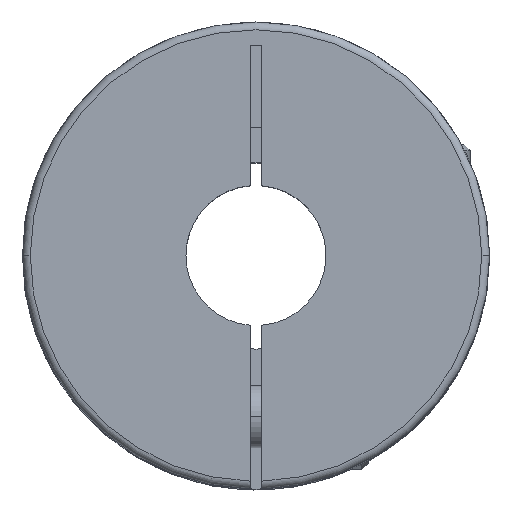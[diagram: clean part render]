
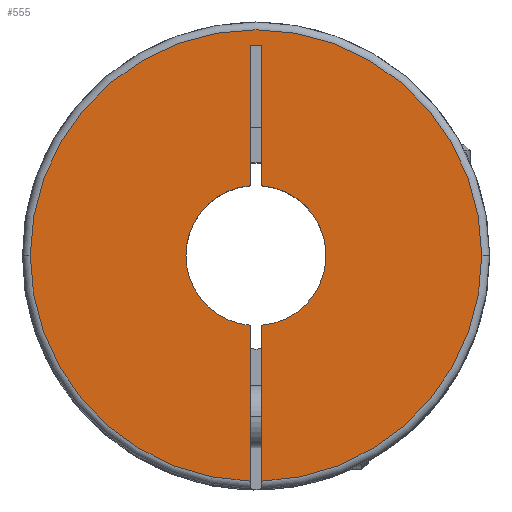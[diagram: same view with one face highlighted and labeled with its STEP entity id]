
A CAD part, top view. The second image highlights one B-rep face of the part: STEP entity #555.
In plain terms, the highlighted planar face has unit normal (0, 0, 1).
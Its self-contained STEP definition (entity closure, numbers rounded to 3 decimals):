
#43 = DIRECTION ( 'NONE',  ( -1., 0., 0. ) ) ;
#93 = CARTESIAN_POINT ( 'NONE',  ( 29., 0., 0. ) ) ;
#96 = DIRECTION ( 'NONE',  ( 0., -1., 0. ) ) ;
#121 = EDGE_CURVE ( 'NONE', #1346, #2891, #2977, .T. ) ;
#130 = CARTESIAN_POINT ( 'NONE',  ( 0.75, -30., 0. ) ) ;
#183 = VERTEX_POINT ( 'NONE', #3972 ) ;
#191 = DIRECTION ( 'NONE',  ( -1., 0., 0. ) ) ;
#263 = DIRECTION ( 'NONE',  ( -1., 0., 0. ) ) ;
#290 = CARTESIAN_POINT ( 'NONE',  ( 0., 0., 0. ) ) ;
#306 = EDGE_CURVE ( 'NONE', #902, #2171, #2900, .T. ) ;
#471 = DIRECTION ( 'NONE',  ( 0., 0., -1. ) ) ;
#522 = DIRECTION ( 'NONE',  ( 0., 0., -1. ) ) ;
#539 = ORIENTED_EDGE ( 'NONE', *, *, #2999, .T. ) ;
#555 = ADVANCED_FACE ( 'NONE', ( #3605 ), #1186, .F. ) ;
#575 = ORIENTED_EDGE ( 'NONE', *, *, #3458, .F. ) ;
#639 = VECTOR ( 'NONE', #96, 1000. ) ;
#693 = CIRCLE ( 'NONE', #1021, 9. ) ;
#700 = DIRECTION ( 'NONE',  ( 0., 1., 0. ) ) ;
#747 = ORIENTED_EDGE ( 'NONE', *, *, #121, .F. ) ;
#784 = CARTESIAN_POINT ( 'NONE',  ( -0.75, 27., 0. ) ) ;
#805 = DIRECTION ( 'NONE',  ( -1., 0., 0. ) ) ;
#832 = CARTESIAN_POINT ( 'NONE',  ( 0., 0., 0. ) ) ;
#841 = DIRECTION ( 'NONE',  ( 0., 0., -1. ) ) ;
#863 = DIRECTION ( 'NONE',  ( -1., 0., 0. ) ) ;
#870 = DIRECTION ( 'NONE',  ( 0., 0., -1. ) ) ;
#886 = VERTEX_POINT ( 'NONE', #2140 ) ;
#902 = VERTEX_POINT ( 'NONE', #2158 ) ;
#921 = EDGE_CURVE ( 'NONE', #1790, #1346, #3032, .T. ) ;
#953 = VERTEX_POINT ( 'NONE', #3986 ) ;
#1021 = AXIS2_PLACEMENT_3D ( 'NONE', #3633, #870, #263 ) ;
#1024 = AXIS2_PLACEMENT_3D ( 'NONE', #832, #471, #191 ) ;
#1029 = ORIENTED_EDGE ( 'NONE', *, *, #306, .T. ) ;
#1175 = AXIS2_PLACEMENT_3D ( 'NONE', #3189, #1721, #2662 ) ;
#1178 = VERTEX_POINT ( 'NONE', #2317 ) ;
#1181 = CARTESIAN_POINT ( 'NONE',  ( 0., 0., 0. ) ) ;
#1186 = PLANE ( 'NONE',  #2768 ) ;
#1188 = CIRCLE ( 'NONE', #3635, 9. ) ;
#1252 = CARTESIAN_POINT ( 'NONE',  ( -29., 0., 0. ) ) ;
#1346 = VERTEX_POINT ( 'NONE', #1252 ) ;
#1347 = LINE ( 'NONE', #1632, #3990 ) ;
#1378 = VECTOR ( 'NONE', #2009, 1000. ) ;
#1487 = EDGE_CURVE ( 'NONE', #1178, #2852, #1347, .T. ) ;
#1632 = CARTESIAN_POINT ( 'NONE',  ( 0.75, -30., 0. ) ) ;
#1693 = EDGE_CURVE ( 'NONE', #886, #2852, #693, .T. ) ;
#1721 = DIRECTION ( 'NONE',  ( 0., 0., -1. ) ) ;
#1771 = CARTESIAN_POINT ( 'NONE',  ( 0., 0., 0. ) ) ;
#1790 = VERTEX_POINT ( 'NONE', #3402 ) ;
#1816 = CARTESIAN_POINT ( 'NONE',  ( -0.75, 8.969, 0. ) ) ;
#1938 = AXIS2_PLACEMENT_3D ( 'NONE', #290, #2744, #43 ) ;
#1944 = LINE ( 'NONE', #130, #3641 ) ;
#2009 = DIRECTION ( 'NONE',  ( 0., -1., 0. ) ) ;
#2067 = DIRECTION ( 'NONE',  ( 0., -1., 0. ) ) ;
#2101 = DIRECTION ( 'NONE',  ( 0., 0., -1. ) ) ;
#2130 = ORIENTED_EDGE ( 'NONE', *, *, #1487, .F. ) ;
#2140 = CARTESIAN_POINT ( 'NONE',  ( 0.75, 8.969, 0. ) ) ;
#2158 = CARTESIAN_POINT ( 'NONE',  ( -9., 0., 0. ) ) ;
#2171 = VERTEX_POINT ( 'NONE', #1816 ) ;
#2183 = ORIENTED_EDGE ( 'NONE', *, *, #2945, .F. ) ;
#2317 = CARTESIAN_POINT ( 'NONE',  ( 0.75, -28.99, 0. ) ) ;
#2337 = ORIENTED_EDGE ( 'NONE', *, *, #2537, .F. ) ;
#2363 = CARTESIAN_POINT ( 'NONE',  ( -0.75, 27., 0. ) ) ;
#2463 = VERTEX_POINT ( 'NONE', #784 ) ;
#2537 = EDGE_CURVE ( 'NONE', #2463, #2171, #3160, .T. ) ;
#2625 = CARTESIAN_POINT ( 'NONE',  ( 0., 0., 0. ) ) ;
#2627 = EDGE_CURVE ( 'NONE', #953, #2463, #3612, .T. ) ;
#2662 = DIRECTION ( 'NONE',  ( -1., 0., 0. ) ) ;
#2715 = CARTESIAN_POINT ( 'NONE',  ( 0.75, 27., 0. ) ) ;
#2744 = DIRECTION ( 'NONE',  ( 0., 0., -1. ) ) ;
#2768 = AXIS2_PLACEMENT_3D ( 'NONE', #1771, #841, #2067 ) ;
#2770 = CARTESIAN_POINT ( 'NONE',  ( 0.75, -8.969, 0. ) ) ;
#2851 = CARTESIAN_POINT ( 'NONE',  ( -0.75, 27., 0. ) ) ;
#2852 = VERTEX_POINT ( 'NONE', #2770 ) ;
#2854 = ORIENTED_EDGE ( 'NONE', *, *, #2627, .F. ) ;
#2891 = VERTEX_POINT ( 'NONE', #93 ) ;
#2900 = CIRCLE ( 'NONE', #1175, 9. ) ;
#2945 = EDGE_CURVE ( 'NONE', #183, #1790, #3585, .T. ) ;
#2977 = CIRCLE ( 'NONE', #3228, 29. ) ;
#2999 = EDGE_CURVE ( 'NONE', #183, #902, #1188, .T. ) ;
#3030 = DIRECTION ( 'NONE',  ( -1., 0., 0. ) ) ;
#3032 = CIRCLE ( 'NONE', #1938, 29. ) ;
#3048 = VECTOR ( 'NONE', #805, 1000. ) ;
#3126 = EDGE_LOOP ( 'NONE', ( #3276, #2183, #539, #1029, #2337, #2854, #3430, #3807, #2130, #575, #747 ) ) ;
#3160 = LINE ( 'NONE', #2851, #639 ) ;
#3189 = CARTESIAN_POINT ( 'NONE',  ( 0., 0., 0. ) ) ;
#3228 = AXIS2_PLACEMENT_3D ( 'NONE', #1181, #2101, #3030 ) ;
#3275 = EDGE_CURVE ( 'NONE', #886, #953, #1944, .T. ) ;
#3276 = ORIENTED_EDGE ( 'NONE', *, *, #921, .F. ) ;
#3348 = CIRCLE ( 'NONE', #1024, 29. ) ;
#3402 = CARTESIAN_POINT ( 'NONE',  ( -0.75, -28.99, 0. ) ) ;
#3430 = ORIENTED_EDGE ( 'NONE', *, *, #3275, .F. ) ;
#3458 = EDGE_CURVE ( 'NONE', #2891, #1178, #3348, .T. ) ;
#3585 = LINE ( 'NONE', #2363, #1378 ) ;
#3605 = FACE_OUTER_BOUND ( 'NONE', #3126, .T. ) ;
#3612 = LINE ( 'NONE', #2715, #3048 ) ;
#3633 = CARTESIAN_POINT ( 'NONE',  ( 0., 0., 0. ) ) ;
#3635 = AXIS2_PLACEMENT_3D ( 'NONE', #2625, #522, #863 ) ;
#3641 = VECTOR ( 'NONE', #3806, 1000. ) ;
#3806 = DIRECTION ( 'NONE',  ( 0., 1., 0. ) ) ;
#3807 = ORIENTED_EDGE ( 'NONE', *, *, #1693, .T. ) ;
#3972 = CARTESIAN_POINT ( 'NONE',  ( -0.75, -8.969, 0. ) ) ;
#3986 = CARTESIAN_POINT ( 'NONE',  ( 0.75, 27., 0. ) ) ;
#3990 = VECTOR ( 'NONE', #700, 1000. ) ;
